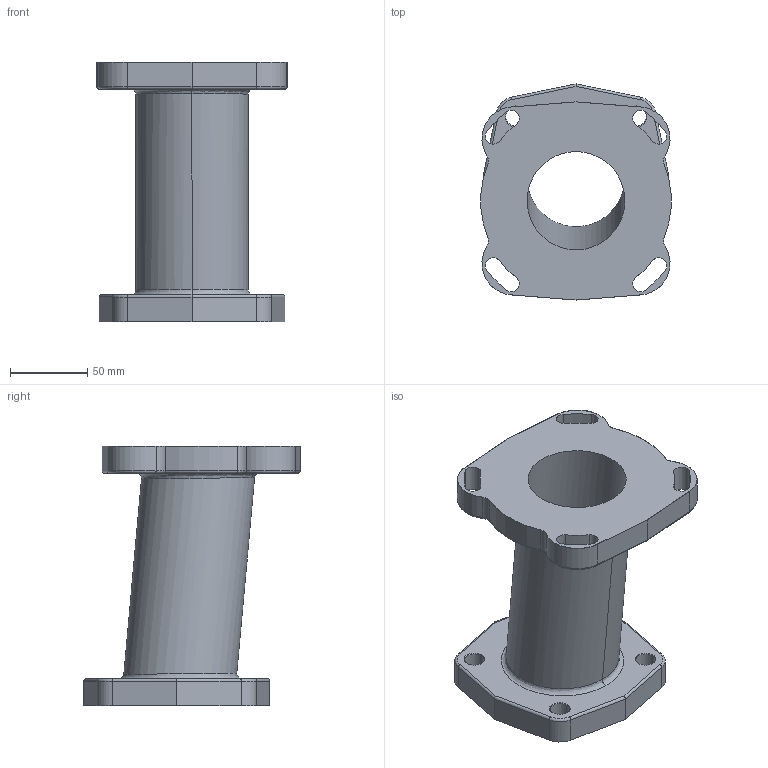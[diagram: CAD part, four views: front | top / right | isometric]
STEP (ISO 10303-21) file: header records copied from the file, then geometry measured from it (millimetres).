
FILE_DESCRIPTION((''),'2;1');
FILE_NAME('D30042','2012-06-21T',('jdetw'),(''),'PRO/ENGINEER BY PARAMETRIC TECHNOLOGY CORPORATION, 2011180','PRO/ENGINEER BY PARAMETRIC TECHNOLOGY CORPORATION, 2011180','');
FILE_SCHEMA(('CONFIG_CONTROL_DESIGN'));
Length unit declared in the file: inch
Products named in the file (1): D30042
Bounding box: 123.45 x 140.52 x 168.66 mm (x, y, z)
Volume: 468334.5 mm3; surface area: 121323.5 mm2
Topology: 1 solids, 1 shells, 118 faces, 282 edges, 168 vertices
Faces by surface type: cylinder 58, torus 24, plane 16, cone 16, bspline 4
Entity records: 4194 total; most frequent: CARTESIAN_POINT 1336, DIRECTION 634, ORIENTED_EDGE 564, EDGE_CURVE 282, AXIS2_PLACEMENT_3D 262, VERTEX_POINT 168, CIRCLE 148, EDGE_LOOP 138
